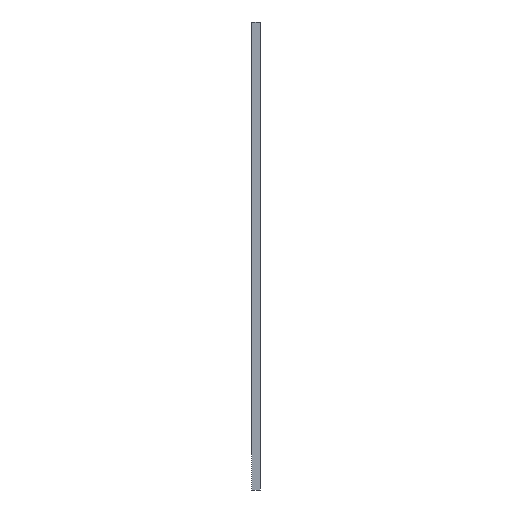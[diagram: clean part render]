
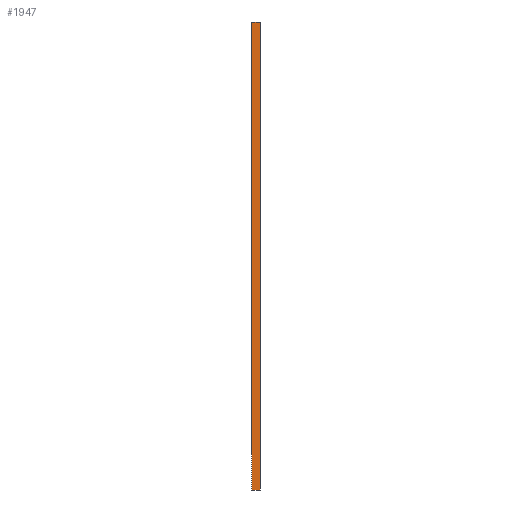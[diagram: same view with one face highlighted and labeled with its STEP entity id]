
A CAD part, left-side view. The second image highlights one B-rep face of the part: STEP entity #1947.
In plain terms, the highlighted planar face has unit normal (-1, 0, 0).
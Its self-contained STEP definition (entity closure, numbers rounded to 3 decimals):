
#315 = LINE ( 'NONE', #5410, #888 ) ;
#356 = CARTESIAN_POINT ( 'NONE',  ( -57.5, 0., 67.69 ) ) ;
#859 = FACE_OUTER_BOUND ( 'NONE', #3327, .T. ) ;
#888 = VECTOR ( 'NONE', #4474, 1000. ) ;
#1044 = VECTOR ( 'NONE', #5703, 1000. ) ;
#1493 = ORIENTED_EDGE ( 'NONE', *, *, #6323, .F. ) ;
#1585 = DIRECTION ( 'NONE',  ( 0., 0., -1. ) ) ;
#1610 = CARTESIAN_POINT ( 'NONE',  ( -57.5, 2., 0. ) ) ;
#1792 = VERTEX_POINT ( 'NONE', #356 ) ;
#1947 = ADVANCED_FACE ( 'NONE', ( #859 ), #5821, .F. ) ;
#2011 = CARTESIAN_POINT ( 'NONE',  ( -57.5, 2., 67.69 ) ) ;
#2167 = AXIS2_PLACEMENT_3D ( 'NONE', #1610, #2686, #1585 ) ;
#2560 = ORIENTED_EDGE ( 'NONE', *, *, #3056, .F. ) ;
#2647 = EDGE_CURVE ( 'NONE', #6651, #5589, #6212, .T. ) ;
#2686 = DIRECTION ( 'NONE',  ( 1., 0., 0. ) ) ;
#2828 = DIRECTION ( 'NONE',  ( 0., -1., 0. ) ) ;
#2910 = VECTOR ( 'NONE', #4173, 1000. ) ;
#3056 = EDGE_CURVE ( 'NONE', #5729, #1792, #4462, .T. ) ;
#3078 = CARTESIAN_POINT ( 'NONE',  ( -57.5, 0., 0. ) ) ;
#3151 = CARTESIAN_POINT ( 'NONE',  ( -57.5, 2., -47.31 ) ) ;
#3327 = EDGE_LOOP ( 'NONE', ( #4319, #2560, #1493, #4396 ) ) ;
#4173 = DIRECTION ( 'NONE',  ( 0., 0., 1. ) ) ;
#4319 = ORIENTED_EDGE ( 'NONE', *, *, #5736, .T. ) ;
#4396 = ORIENTED_EDGE ( 'NONE', *, *, #2647, .T. ) ;
#4462 = LINE ( 'NONE', #6253, #1044 ) ;
#4474 = DIRECTION ( 'NONE',  ( 0., 0., 1. ) ) ;
#4910 = CARTESIAN_POINT ( 'NONE',  ( -57.5, 2., -47.31 ) ) ;
#5299 = VECTOR ( 'NONE', #2828, 1000. ) ;
#5315 = LINE ( 'NONE', #3078, #2910 ) ;
#5410 = CARTESIAN_POINT ( 'NONE',  ( -57.5, 2., 0. ) ) ;
#5589 = VERTEX_POINT ( 'NONE', #6696 ) ;
#5703 = DIRECTION ( 'NONE',  ( 0., -1., 0. ) ) ;
#5729 = VERTEX_POINT ( 'NONE', #2011 ) ;
#5736 = EDGE_CURVE ( 'NONE', #5589, #1792, #5315, .T. ) ;
#5821 = PLANE ( 'NONE',  #2167 ) ;
#6212 = LINE ( 'NONE', #4910, #5299 ) ;
#6253 = CARTESIAN_POINT ( 'NONE',  ( -57.5, 2., 67.69 ) ) ;
#6323 = EDGE_CURVE ( 'NONE', #6651, #5729, #315, .T. ) ;
#6651 = VERTEX_POINT ( 'NONE', #3151 ) ;
#6696 = CARTESIAN_POINT ( 'NONE',  ( -57.5, 0., -47.31 ) ) ;
